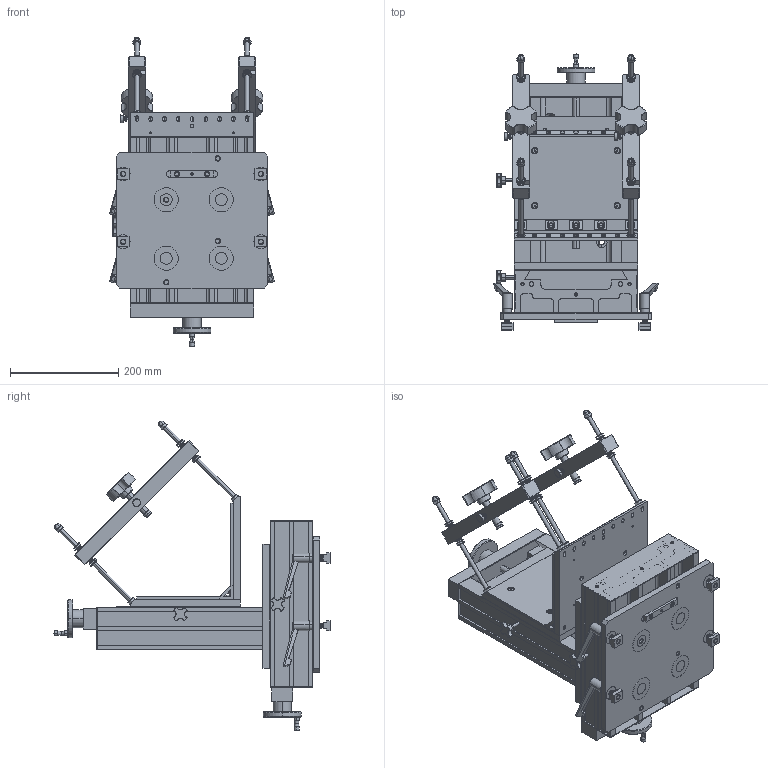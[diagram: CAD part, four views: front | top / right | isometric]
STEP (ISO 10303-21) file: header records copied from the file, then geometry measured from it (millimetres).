
FILE_DESCRIPTION (( 'STEP AP203' ), '1' );
FILE_NAME ('204225_B_EF AMF-3.STEP', '2013-05-07T14:58:44', ( 'Jeff' ), ( '' ), 'SwSTEP 2.0', 'SolidWorks 2013', '' );
FILE_SCHEMA (( 'CONFIG_CONTROL_DESIGN' ));
Length unit declared in the file: inch
Products named in the file (1): 204225_B_EF AMF-3
Bounding box: 303.95 x 509.77 x 571.33 mm (x, y, z)
Surface area: 1522004.6 mm2 (no closed solid volume)
Topology: 0 solids, 413 shells, 1815 faces, 6434 edges, 4746 vertices
Faces by surface type: plane 872, cylinder 542, cone 301, torus 68, bspline 32
Entity records: 70299 total; most frequent: CARTESIAN_POINT 16238, DIRECTION 11571, ORIENTED_EDGE 9273, EDGE_CURVE 6406, VERTEX_POINT 4746, AXIS2_PLACEMENT_3D 4012, LINE 3547, VECTOR 3547
